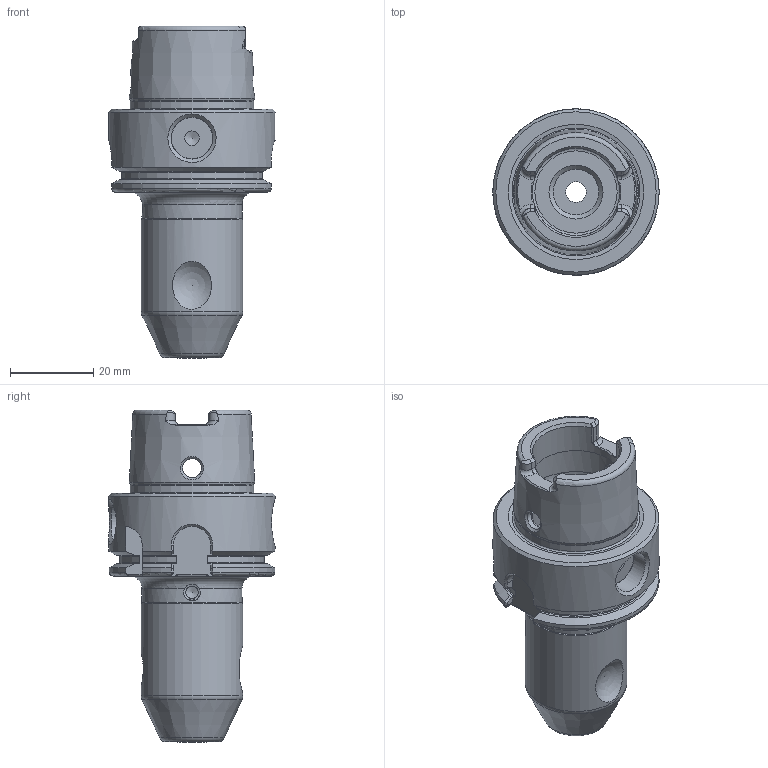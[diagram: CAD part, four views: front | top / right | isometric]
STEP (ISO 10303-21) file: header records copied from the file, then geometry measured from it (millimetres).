
FILE_DESCRIPTION(/* description */ (''),/* implementation_level */ '2;1');
FILE_NAME(/* name */ '96040041-6-60-V1.stp',/* time_stamp */ '2024-07-24T09:12:47+02:00',/* author */ ('jana.schmid'),/* organization */ (''),/* preprocessor_version */ 'ST-DEVELOPER v19.2',/* originating_system */ 'Autodesk Inventor 2023',/* authorisation */ '');
FILE_SCHEMA (('AUTOMOTIVE_DESIGN { 1 0 10303 214 3 1 1 }'));
Length unit declared in the file: millimetre
Products named in the file (1): 96040041-6-60-V1
Bounding box: 40 x 40 x 79.91 mm (x, y, z)
Volume: 38758.1 mm3; surface area: 13827.4 mm2
Topology: 1 solids, 1 shells, 226 faces, 634 edges, 410 vertices
Faces by surface type: plane 71, cylinder 54, cone 45, torus 29, bspline 22, sphere 5
Full cylindrical faces by diameter (mm): 2.8 x2, 3 x2, 4 x1, 4.6 x1, 5 x2, 6 x1, 7 x1, 9 x1, 10.05 x1, 11 x1, 12.5 x1, 21 x2, 24.1 x1, 24.5 x1, 25.5 x1, 29.804 x1, 40 x1
Entity records: 9096 total; most frequent: CARTESIAN_POINT 3472, ORIENTED_EDGE 1260, DIRECTION 1068, EDGE_CURVE 630, AXIS2_PLACEMENT_3D 413, VERTEX_POINT 410, EDGE_LOOP 244, LINE 242
